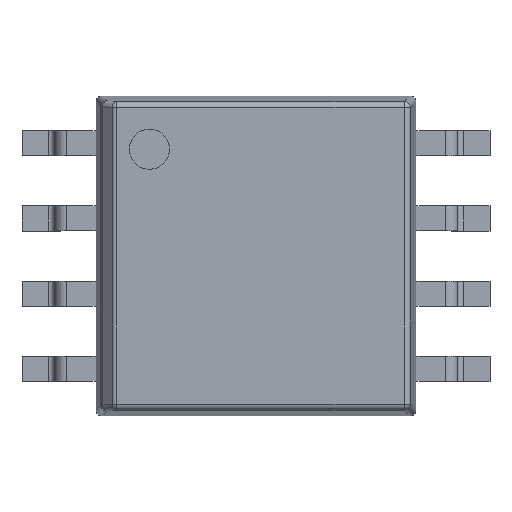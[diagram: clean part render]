
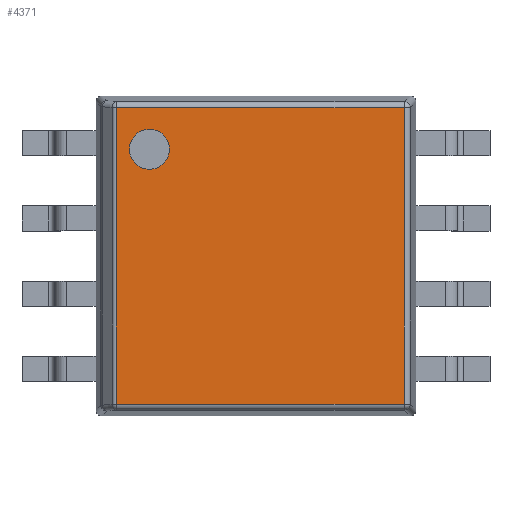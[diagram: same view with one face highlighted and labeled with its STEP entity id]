
A CAD part, top view. The second image highlights one B-rep face of the part: STEP entity #4371.
In plain terms, the highlighted planar face has unit normal (0, 0, 1).
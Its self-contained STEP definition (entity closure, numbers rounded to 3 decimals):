
#3412 = CYLINDRICAL_SURFACE('',#3413,0.1);
#3413 = AXIS2_PLACEMENT_3D('',#3414,#3415,#3416);
#3414 = CARTESIAN_POINT('',(0.3,0.198,2.1));
#3415 = DIRECTION('',(1.,0.,0.));
#3416 = DIRECTION('',(0.,-0.995,0.105));
#3561 = CYLINDRICAL_SURFACE('',#3562,0.1);
#3562 = AXIS2_PLACEMENT_3D('',#3563,#3564,#3565);
#3563 = CARTESIAN_POINT('',(0.3,5.202,2.1));
#3564 = DIRECTION('',(1.,0.,0.));
#3565 = DIRECTION('',(0.,0.995,0.105));
#3637 = CYLINDRICAL_SURFACE('',#3638,0.1);
#3638 = AXIS2_PLACEMENT_3D('',#3639,#3640,#3641);
#3639 = CARTESIAN_POINT('',(5.202,0.108,2.1));
#3640 = DIRECTION('',(0.,1.,0.));
#3641 = DIRECTION('',(0.995,0.,0.105));
#3941 = VERTEX_POINT('',#3942);
#3942 = CARTESIAN_POINT('',(0.341,0.198,2.2));
#3979 = EDGE_CURVE('',#3941,#3980,#3982,.T.);
#3980 = VERTEX_POINT('',#3981);
#3981 = CARTESIAN_POINT('',(5.202,0.198,2.2));
#3982 = SURFACE_CURVE('',#3983,(#3987,#3994),.PCURVE_S1.);
#3983 = LINE('',#3984,#3985);
#3984 = CARTESIAN_POINT('',(0.3,0.198,2.2));
#3985 = VECTOR('',#3986,1.);
#3986 = DIRECTION('',(1.,0.,0.));
#3987 = PCURVE('',#3412,#3988);
#3988 = DEFINITIONAL_REPRESENTATION('',(#3989),#3993);
#3989 = LINE('',#3990,#3991);
#3990 = CARTESIAN_POINT('',(-1.466,0.));
#3991 = VECTOR('',#3992,1.);
#3992 = DIRECTION('',(0.,1.));
#3993 = ( GEOMETRIC_REPRESENTATION_CONTEXT(2) 
PARAMETRIC_REPRESENTATION_CONTEXT() REPRESENTATION_CONTEXT('2D SPACE',''
  ) );
#3994 = PCURVE('',#3995,#4000);
#3995 = PLANE('',#3996);
#3996 = AXIS2_PLACEMENT_3D('',#3997,#3998,#3999);
#3997 = CARTESIAN_POINT('',(0.,0.,2.2));
#3998 = DIRECTION('',(0.,0.,1.));
#3999 = DIRECTION('',(1.,0.,0.));
#4000 = DEFINITIONAL_REPRESENTATION('',(#4001),#4005);
#4001 = LINE('',#4002,#4003);
#4002 = CARTESIAN_POINT('',(0.3,0.198));
#4003 = VECTOR('',#4004,1.);
#4004 = DIRECTION('',(1.,0.));
#4005 = ( GEOMETRIC_REPRESENTATION_CONTEXT(2) 
PARAMETRIC_REPRESENTATION_CONTEXT() REPRESENTATION_CONTEXT('2D SPACE',''
  ) );
#4143 = VERTEX_POINT('',#4144);
#4144 = CARTESIAN_POINT('',(0.341,5.202,2.2));
#4181 = EDGE_CURVE('',#4143,#4182,#4184,.T.);
#4182 = VERTEX_POINT('',#4183);
#4183 = CARTESIAN_POINT('',(5.202,5.202,2.2));
#4184 = SURFACE_CURVE('',#4185,(#4189,#4196),.PCURVE_S1.);
#4185 = LINE('',#4186,#4187);
#4186 = CARTESIAN_POINT('',(0.3,5.202,2.2));
#4187 = VECTOR('',#4188,1.);
#4188 = DIRECTION('',(1.,0.,0.));
#4189 = PCURVE('',#3561,#4190);
#4190 = DEFINITIONAL_REPRESENTATION('',(#4191),#4195);
#4191 = LINE('',#4192,#4193);
#4192 = CARTESIAN_POINT('',(1.466,0.));
#4193 = VECTOR('',#4194,1.);
#4194 = DIRECTION('',(0.,1.));
#4195 = ( GEOMETRIC_REPRESENTATION_CONTEXT(2) 
PARAMETRIC_REPRESENTATION_CONTEXT() REPRESENTATION_CONTEXT('2D SPACE',''
  ) );
#4196 = PCURVE('',#3995,#4197);
#4197 = DEFINITIONAL_REPRESENTATION('',(#4198),#4202);
#4198 = LINE('',#4199,#4200);
#4199 = CARTESIAN_POINT('',(0.3,5.202));
#4200 = VECTOR('',#4201,1.);
#4201 = DIRECTION('',(1.,0.));
#4202 = ( GEOMETRIC_REPRESENTATION_CONTEXT(2) 
PARAMETRIC_REPRESENTATION_CONTEXT() REPRESENTATION_CONTEXT('2D SPACE',''
  ) );
#4256 = EDGE_CURVE('',#3980,#4182,#4257,.T.);
#4257 = SURFACE_CURVE('',#4258,(#4262,#4269),.PCURVE_S1.);
#4258 = LINE('',#4259,#4260);
#4259 = CARTESIAN_POINT('',(5.202,0.108,2.2));
#4260 = VECTOR('',#4261,1.);
#4261 = DIRECTION('',(0.,1.,0.));
#4262 = PCURVE('',#3637,#4263);
#4263 = DEFINITIONAL_REPRESENTATION('',(#4264),#4268);
#4264 = LINE('',#4265,#4266);
#4265 = CARTESIAN_POINT('',(-1.466,0.));
#4266 = VECTOR('',#4267,1.);
#4267 = DIRECTION('',(0.,1.));
#4268 = ( GEOMETRIC_REPRESENTATION_CONTEXT(2) 
PARAMETRIC_REPRESENTATION_CONTEXT() REPRESENTATION_CONTEXT('2D SPACE',''
  ) );
#4269 = PCURVE('',#3995,#4270);
#4270 = DEFINITIONAL_REPRESENTATION('',(#4271),#4275);
#4271 = LINE('',#4272,#4273);
#4272 = CARTESIAN_POINT('',(5.202,0.108));
#4273 = VECTOR('',#4274,1.);
#4274 = DIRECTION('',(0.,1.));
#4275 = ( GEOMETRIC_REPRESENTATION_CONTEXT(2) 
PARAMETRIC_REPRESENTATION_CONTEXT() REPRESENTATION_CONTEXT('2D SPACE',''
  ) );
#4328 = CYLINDRICAL_SURFACE('',#4329,0.1);
#4329 = AXIS2_PLACEMENT_3D('',#4330,#4331,#4332);
#4330 = CARTESIAN_POINT('',(0.341,0.108,2.1));
#4331 = DIRECTION('',(0.,1.,0.));
#4332 = DIRECTION('',(-0.707,0.,0.707));
#4371 = ADVANCED_FACE('',(#4372,#4398),#3995,.T.);
#4372 = FACE_BOUND('',#4373,.T.);
#4373 = EDGE_LOOP('',(#4374,#4375,#4396,#4397));
#4374 = ORIENTED_EDGE('',*,*,#4181,.F.);
#4375 = ORIENTED_EDGE('',*,*,#4376,.F.);
#4376 = EDGE_CURVE('',#3941,#4143,#4377,.T.);
#4377 = SURFACE_CURVE('',#4378,(#4382,#4389),.PCURVE_S1.);
#4378 = LINE('',#4379,#4380);
#4379 = CARTESIAN_POINT('',(0.341,0.108,2.2));
#4380 = VECTOR('',#4381,1.);
#4381 = DIRECTION('',(0.,1.,0.));
#4382 = PCURVE('',#3995,#4383);
#4383 = DEFINITIONAL_REPRESENTATION('',(#4384),#4388);
#4384 = LINE('',#4385,#4386);
#4385 = CARTESIAN_POINT('',(0.341,0.108));
#4386 = VECTOR('',#4387,1.);
#4387 = DIRECTION('',(0.,1.));
#4388 = ( GEOMETRIC_REPRESENTATION_CONTEXT(2) 
PARAMETRIC_REPRESENTATION_CONTEXT() REPRESENTATION_CONTEXT('2D SPACE',''
  ) );
#4389 = PCURVE('',#4328,#4390);
#4390 = DEFINITIONAL_REPRESENTATION('',(#4391),#4395);
#4391 = LINE('',#4392,#4393);
#4392 = CARTESIAN_POINT('',(0.785,0.));
#4393 = VECTOR('',#4394,1.);
#4394 = DIRECTION('',(0.,1.));
#4395 = ( GEOMETRIC_REPRESENTATION_CONTEXT(2) 
PARAMETRIC_REPRESENTATION_CONTEXT() REPRESENTATION_CONTEXT('2D SPACE',''
  ) );
#4396 = ORIENTED_EDGE('',*,*,#3979,.T.);
#4397 = ORIENTED_EDGE('',*,*,#4256,.T.);
#4398 = FACE_BOUND('',#4399,.T.);
#4399 = EDGE_LOOP('',(#4400));
#4400 = ORIENTED_EDGE('',*,*,#4401,.F.);
#4401 = EDGE_CURVE('',#4402,#4402,#4404,.T.);
#4402 = VERTEX_POINT('',#4403);
#4403 = CARTESIAN_POINT('',(1.238,4.5,2.2));
#4404 = SURFACE_CURVE('',#4405,(#4410,#4417),.PCURVE_S1.);
#4405 = CIRCLE('',#4406,0.338);
#4406 = AXIS2_PLACEMENT_3D('',#4407,#4408,#4409);
#4407 = CARTESIAN_POINT('',(0.9,4.5,2.2));
#4408 = DIRECTION('',(0.,0.,1.));
#4409 = DIRECTION('',(1.,0.,0.));
#4410 = PCURVE('',#3995,#4411);
#4411 = DEFINITIONAL_REPRESENTATION('',(#4412),#4416);
#4412 = CIRCLE('',#4413,0.338);
#4413 = AXIS2_PLACEMENT_2D('',#4414,#4415);
#4414 = CARTESIAN_POINT('',(0.9,4.5));
#4415 = DIRECTION('',(1.,0.));
#4416 = ( GEOMETRIC_REPRESENTATION_CONTEXT(2) 
PARAMETRIC_REPRESENTATION_CONTEXT() REPRESENTATION_CONTEXT('2D SPACE',''
  ) );
#4417 = PCURVE('',#4418,#4423);
#4418 = CYLINDRICAL_SURFACE('',#4419,0.338);
#4419 = AXIS2_PLACEMENT_3D('',#4420,#4421,#4422);
#4420 = CARTESIAN_POINT('',(0.9,4.5,2.1));
#4421 = DIRECTION('',(0.,0.,1.));
#4422 = DIRECTION('',(1.,0.,0.));
#4423 = DEFINITIONAL_REPRESENTATION('',(#4424),#4428);
#4424 = LINE('',#4425,#4426);
#4425 = CARTESIAN_POINT('',(0.,0.1));
#4426 = VECTOR('',#4427,1.);
#4427 = DIRECTION('',(1.,0.));
#4428 = ( GEOMETRIC_REPRESENTATION_CONTEXT(2) 
PARAMETRIC_REPRESENTATION_CONTEXT() REPRESENTATION_CONTEXT('2D SPACE',''
  ) );
